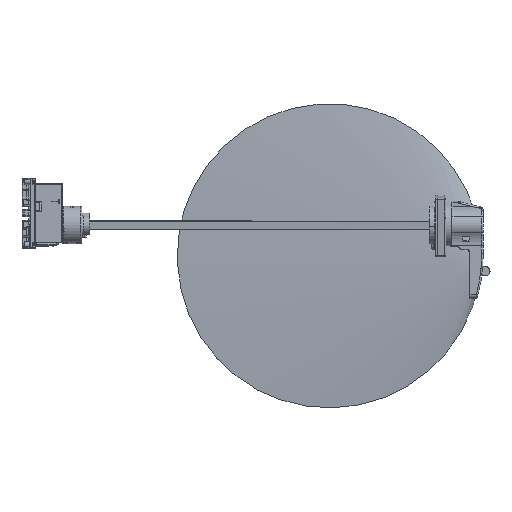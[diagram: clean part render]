
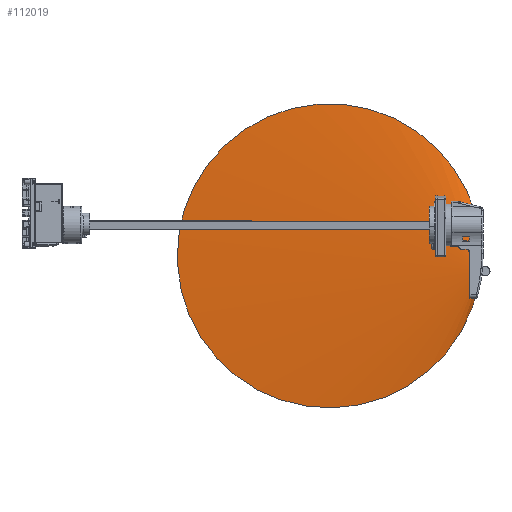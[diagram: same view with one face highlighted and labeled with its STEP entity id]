
A CAD part, left-side view. The second image highlights one B-rep face of the part: STEP entity #112019.
In plain terms, the highlighted cylindrical face has radius 195 mm (diameter 390 mm), a full revolution.
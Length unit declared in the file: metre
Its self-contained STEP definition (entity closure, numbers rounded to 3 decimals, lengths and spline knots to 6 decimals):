
#103056=CARTESIAN_POINT('',(0.0175,-0.383566,-0.002473));
#103057=DIRECTION('',(-1.,0.,0.));
#103058=DIRECTION('',(0.,-0.995,-0.097));
#103059=AXIS2_PLACEMENT_3D('',#103056,#103057,#103058);
#103061=CARTESIAN_POINT('',(0.0175,-0.577636,-0.021486));
#103062=CARTESIAN_POINT('',(0.0175,-0.577637,-0.021483));
#103063=CARTESIAN_POINT('',(0.0175,-0.577637,-0.021477));
#103064=CARTESIAN_POINT('',(0.0175,-0.577638,-0.021471));
#103065=CARTESIAN_POINT('',(0.0175,-0.577638,-0.021468));
#103067=CARTESIAN_POINT('',(0.0175,-0.383566,-0.002473));
#103068=DIRECTION('',(1.,0.,0.));
#103069=DIRECTION('',(0.,-0.995,-0.098));
#103070=AXIS2_PLACEMENT_3D('',#103067,#103068,#103069);
#103117=CARTESIAN_POINT('',(0.0025,-0.383566,-0.002473));
#103118=DIRECTION('',(1.,0.,0.));
#103119=DIRECTION('',(0.,-0.995,-0.097));
#103120=AXIS2_PLACEMENT_3D('',#103117,#103118,#103119);
#103122=CARTESIAN_POINT('',(0.0025,-0.383566,-0.002473));
#103123=DIRECTION('',(1.,0.,0.));
#103124=DIRECTION('',(0.,-0.997,-0.074));
#103125=AXIS2_PLACEMENT_3D('',#103122,#103123,#103124);
#103182=DIRECTION('',(1.,0.,0.));
#103183=VECTOR('',#103182,0.015);
#103184=CARTESIAN_POINT('',(0.0025,-0.578029,-0.016926));
#103185=LINE('',#103184,#103183);
#103186=DIRECTION('',(1.,0.,0.));
#103187=VECTOR('',#103186,0.015);
#103188=CARTESIAN_POINT('',(0.0025,-0.57763,-0.021558));
#103189=LINE('',#103188,#103187);
#108667=CARTESIAN_POINT('',(0.0175,-0.578029,-0.016926));
#108668=VERTEX_POINT('',#108667);
#108670=CARTESIAN_POINT('',(0.0175,-0.577627,-0.021582));
#108672=VERTEX_POINT('',#108670);
#108673=CARTESIAN_POINT('',(0.0025,-0.578029,-0.016926));
#108674=VERTEX_POINT('',#108673);
#108675=CARTESIAN_POINT('',(0.0025,-0.57763,-0.021558));
#108676=VERTEX_POINT('',#108675);
#108824=CARTESIAN_POINT('',(0.0175,-0.577636,-0.021486));
#108825=VERTEX_POINT('',#108824);
#108826=VERTEX_POINT('',#103065);
#108830=CARTESIAN_POINT('',(0.0025,-0.577638,-0.021468));
#108831=VERTEX_POINT('',#108830);
#112003=CARTESIAN_POINT('',(0.0175,-0.383566,-0.002473));
#112004=DIRECTION('',(1.,0.,0.));
#112005=DIRECTION('',(0.,0.,1.));
#112006=AXIS2_PLACEMENT_3D('',#112003,#112004,#112005);
#112007=CYLINDRICAL_SURFACE('',#112006,0.195);
#112009=ORIENTED_EDGE('',*,*,#112008,.T.);
#112010=ORIENTED_EDGE('',*,*,#111872,.T.);
#112011=ORIENTED_EDGE('',*,*,#111870,.T.);
#112012=ORIENTED_EDGE('',*,*,#111868,.T.);
#112014=ORIENTED_EDGE('',*,*,#112013,.F.);
#112015=ORIENTED_EDGE('',*,*,#111930,.T.);
#112016=ORIENTED_EDGE('',*,*,#111928,.T.);
#112017=EDGE_LOOP('',(#112009,#112010,#112011,#112012,#112014,#112015,#112016));
#112018=FACE_OUTER_BOUND('',#112017,.F.);
#112019=ADVANCED_FACE('',(#112018),#112007,.F.);
#103060=CIRCLE('',#103059,0.195);
#103066=B_SPLINE_CURVE_WITH_KNOTS('',3,(#103061,#103062,#103063,#103064,
#103065),.UNSPECIFIED.,.F.,.F.,(4,1,4),(0.,0.5,1.),.UNSPECIFIED.);
#103071=CIRCLE('',#103070,0.195);
#103121=CIRCLE('',#103120,0.195);
#103126=CIRCLE('',#103125,0.195);
#111868=EDGE_CURVE('',#108826,#108668,#103060,.T.);
#111870=EDGE_CURVE('',#108825,#108826,#103066,.T.);
#111872=EDGE_CURVE('',#108672,#108825,#103071,.T.);
#111928=EDGE_CURVE('',#108831,#108676,#103121,.T.);
#111930=EDGE_CURVE('',#108674,#108831,#103126,.T.);
#112008=EDGE_CURVE('',#108676,#108672,#103189,.T.);
#112013=EDGE_CURVE('',#108674,#108668,#103185,.T.);
